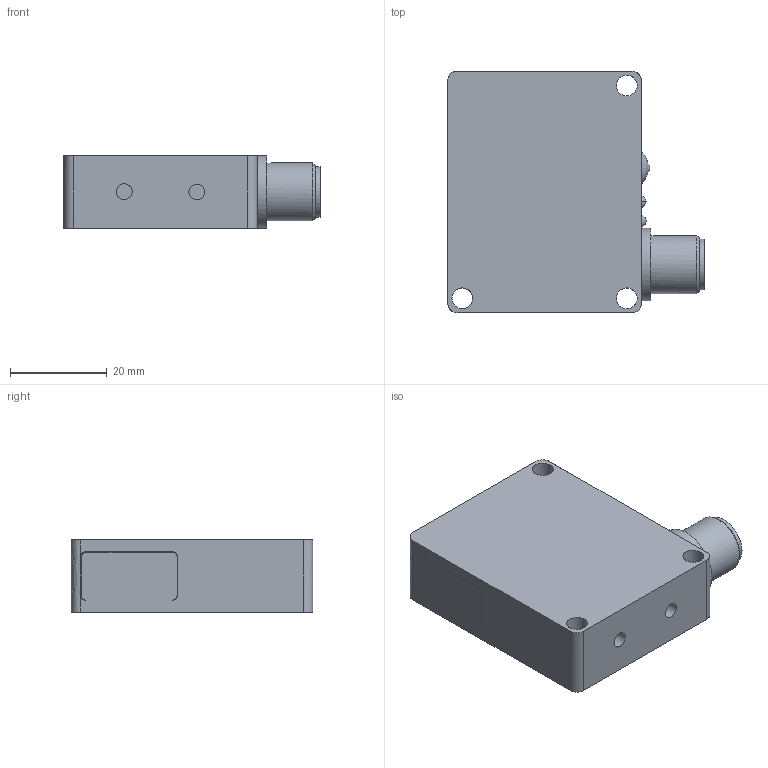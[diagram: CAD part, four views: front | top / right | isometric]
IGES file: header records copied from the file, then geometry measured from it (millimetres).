
Global section: file name: LHTTI_51_M_200_FG3-B4; native system: Autodesk Inventor 2015; preprocessor: unknown; author: lck; date: 20150722.071532; units: millimetre
Bounding box: 53 x 50 x 15 mm (x, y, z)
Volume: 30184.4 mm3; surface area: 9694.7 mm2
Topology: 6 solids, 8 shells, 141 faces, 333 edges, 228 vertices
Faces by surface type: bspline 141
